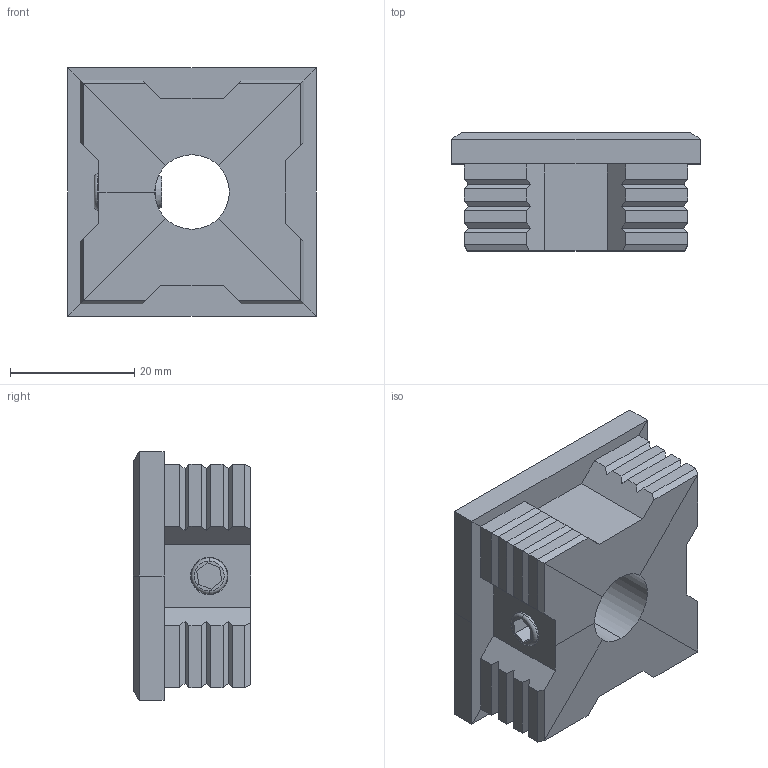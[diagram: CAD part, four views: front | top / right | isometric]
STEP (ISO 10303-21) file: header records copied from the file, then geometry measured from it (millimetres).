
FILE_DESCRIPTION (( 'STEP AP203' ), '1' );
FILE_NAME ('3D_GC2004_40x40x2_188685532.STEP', '2024-10-02T09:44:37', ( '' ), ( '' ), 'SwSTEP 2.0', 'SolidWorks 2024', '' );
FILE_SCHEMA (( 'CONFIG_CONTROL_DESIGN' ));
Length unit declared in the file: millimetre
Products named in the file (1): 3D_GC2004_40x40x2_188685532
Bounding box: 40 x 19 x 40 mm (x, y, z)
Volume: 21572.8 mm3; surface area: 7041.3 mm2
Topology: 2 solids, 2 shells, 145 faces, 358 edges, 215 vertices
Faces by surface type: plane 133, cylinder 6, cone 4, torus 2
Entity records: 4201 total; most frequent: CARTESIAN_POINT 717, ORIENTED_EDGE 712, DIRECTION 676, EDGE_CURVE 356, LINE 328, VECTOR 328, VERTEX_POINT 215, AXIS2_PLACEMENT_3D 174
